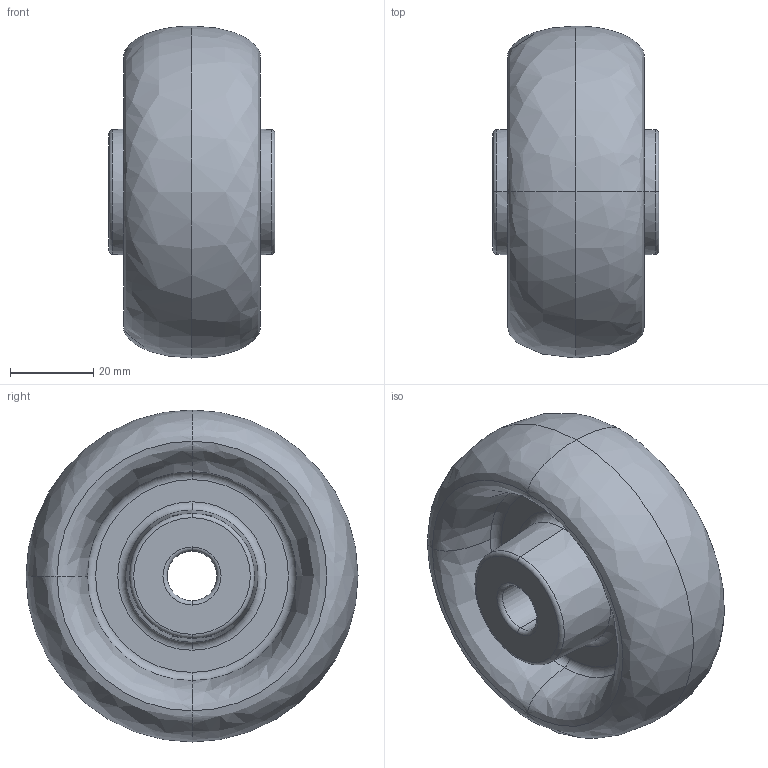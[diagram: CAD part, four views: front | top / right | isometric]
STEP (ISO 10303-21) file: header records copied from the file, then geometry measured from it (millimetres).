
FILE_DESCRIPTION (( 'STEP AP214' ), '1' );
FILE_NAME ('0033518_PALB-080-33-40-G12.STEP', '2017-06-08T10:31:31', ( '' ), ( '' ), 'SwSTEP 2.0', 'SolidWorks 2016', '' );
FILE_SCHEMA (( 'AUTOMOTIVE_DESIGN' ));
Length unit declared in the file: millimetre
Products named in the file (1): 0033518_PALB-080-33-40-G12
Bounding box: 40 x 80 x 80 mm (x, y, z)
Surface area: 23272.7 mm2 (no closed solid volume)
Topology: 0 solids, 2 shells, 88 faces, 397 edges, 296 vertices
Faces by surface type: plane 42, bspline 24, torus 16, cone 4, cylinder 2
Entity records: 6155 total; most frequent: CARTESIAN_POINT 2282, ORIENTED_EDGE 563, DIRECTION 498, EDGE_CURVE 397, VERTEX_POINT 296, VECTOR 242, LINE 242, AXIS2_PLACEMENT_3D 128
